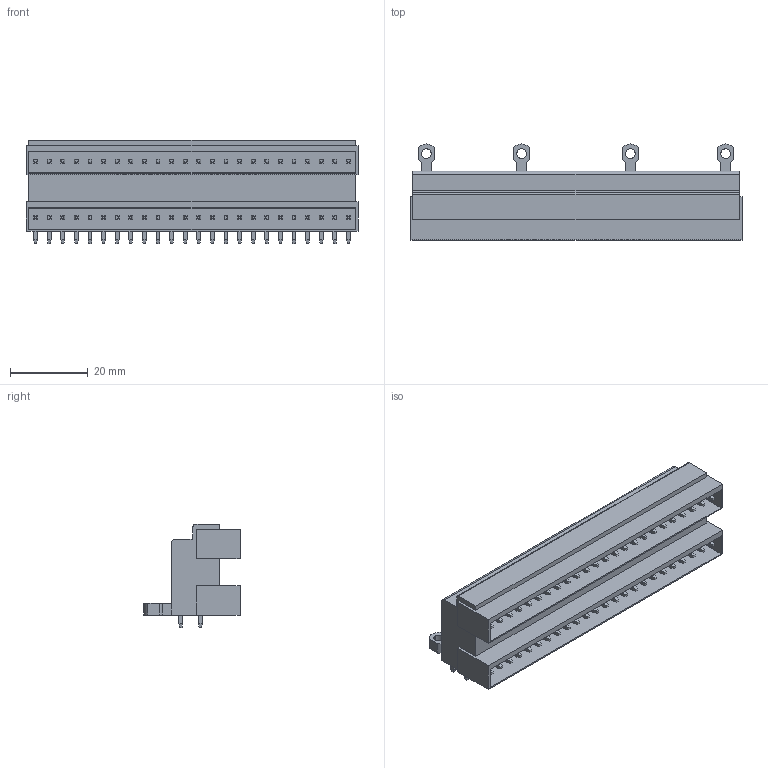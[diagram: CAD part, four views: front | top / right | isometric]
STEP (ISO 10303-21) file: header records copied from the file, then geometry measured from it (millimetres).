
FILE_DESCRIPTION(('CATIA V5 STEP Exchange','CAx-IF Rec.Pracs.--- Model Styling and Organization---1.2---2011-12-15'),'2;1');
FILE_NAME ('D1453962_0_1633800000_1633800000.stp','2018-11-03T10:48:41+00:00',('none'),('Weidmueller'),'CATIA Version 5-6 Release 2014','CATIA V5 STEP AP214','none');
FILE_SCHEMA(('AUTOMOTIVE_DESIGN { 1 0 10303 214 1 1 1 1 }'));
Length unit declared in the file: millimetre
Products named in the file (1): 1633800000
Bounding box: 85.4 x 24.7 x 26.5 mm (x, y, z)
Volume: 22671 mm3; surface area: 19482.7 mm2
Topology: 49 solids, 49 shells, 1135 faces, 2721 edges, 1686 vertices
Faces by surface type: plane 1108, cylinder 27
Entity records: 27713 total; most frequent: ORIENTED_EDGE 5442, CARTESIAN_POINT 5168, DIRECTION 3089, EDGE_CURVE 2721, VECTOR 2283, LINE 2283, VERTEX_POINT 1686, EDGE_LOOP 1241
